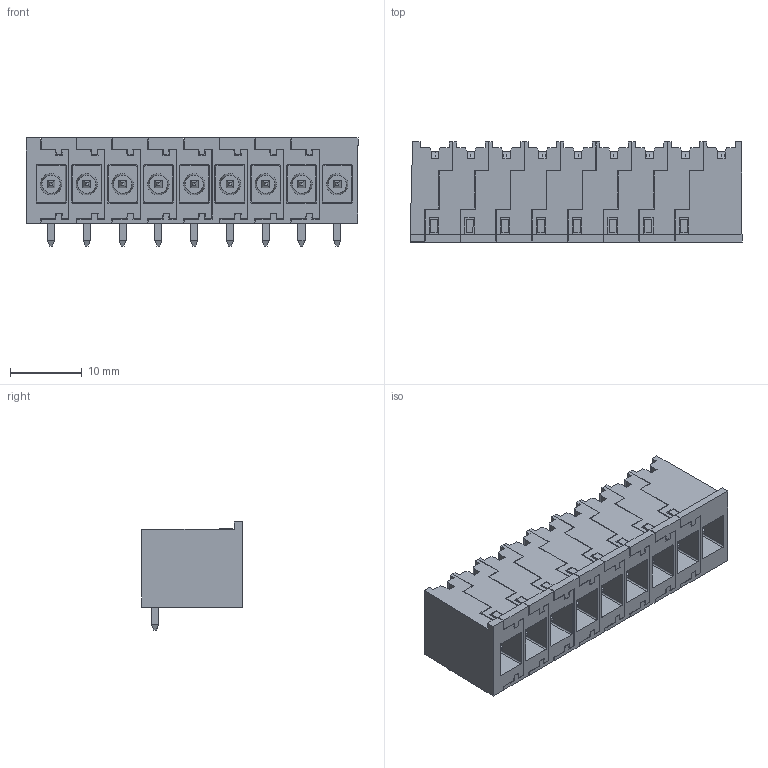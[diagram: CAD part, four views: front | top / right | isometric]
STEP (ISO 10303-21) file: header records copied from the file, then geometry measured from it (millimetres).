
FILE_DESCRIPTION(('CATIA V5R22 STEP214','CAx-IF Rec.Pracs.--- Model Styling and Organization---1.4--- 2014-01-23'),'2;1');
FILE_NAME ('D1463831_1_2741480000_2741480000.stp','2020-08-03T12:31:48+00:00',('none'),('Weidmueller'),'CATIA Version 5-6 Release 2016 SP3 HF44','CATIA V5 STEP AP214','none');
FILE_SCHEMA(('AUTOMOTIVE_DESIGN { 1 0 10303 214 1 1 1 1 }'));
Length unit declared in the file: millimetre
Products named in the file (1): 2741480000
Bounding box: 46.4 x 14.02 x 15.1 mm (x, y, z)
Volume: 4916.5 mm3; surface area: 9557.7 mm2
Topology: 18 solids, 18 shells, 989 faces, 2719 edges, 1783 vertices
Faces by surface type: plane 881, cylinder 54, revolution 36, cone 18
Entity records: 31123 total; most frequent: CARTESIAN_POINT 7136, ORIENTED_EDGE 5438, DIRECTION 4034, EDGE_CURVE 2719, VECTOR 2414, LINE 2414, VERTEX_POINT 1783, EDGE_LOOP 1056
